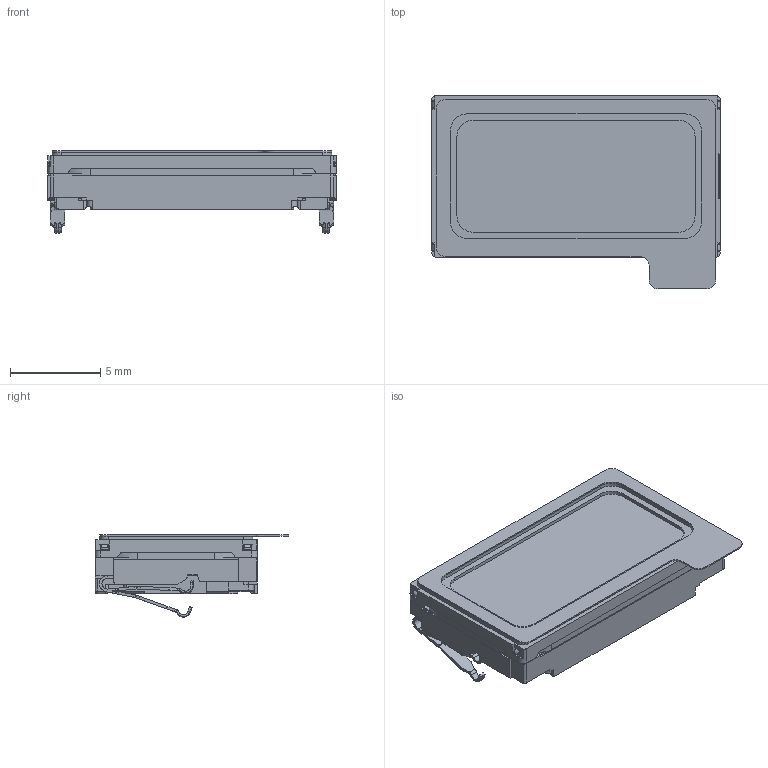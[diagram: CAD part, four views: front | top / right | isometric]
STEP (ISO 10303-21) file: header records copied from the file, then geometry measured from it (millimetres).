
FILE_DESCRIPTION (( 'STEP AP203' ), '1' );
FILE_NAME ('HDR9270_3D.STEP', '2021-09-29T04:54:54', ( '' ), ( '' ), 'SwSTEP 2.0', 'SolidWorks 2020', '' );
FILE_SCHEMA (( 'CONFIG_CONTROL_DESIGN' ));
Length unit declared in the file: millimetre
Products named in the file (1): HDR9270_3D
Bounding box: 16 x 10.75 x 4.58 mm (x, y, z)
Volume: 397.9 mm3; surface area: 803.4 mm2
Topology: 3 solids, 335 shells, 2898 faces, 6480 edges, 4226 vertices
Faces by surface type: plane 2490, cylinder 320, torus 40, bspline 32, cone 8, sphere 8
Entity records: 79773 total; most frequent: CARTESIAN_POINT 15785, ORIENTED_EDGE 12920, DIRECTION 12568, EDGE_CURVE 6460, VECTOR 5610, LINE 5610, VERTEX_POINT 4226, AXIS2_PLACEMENT_3D 3479
